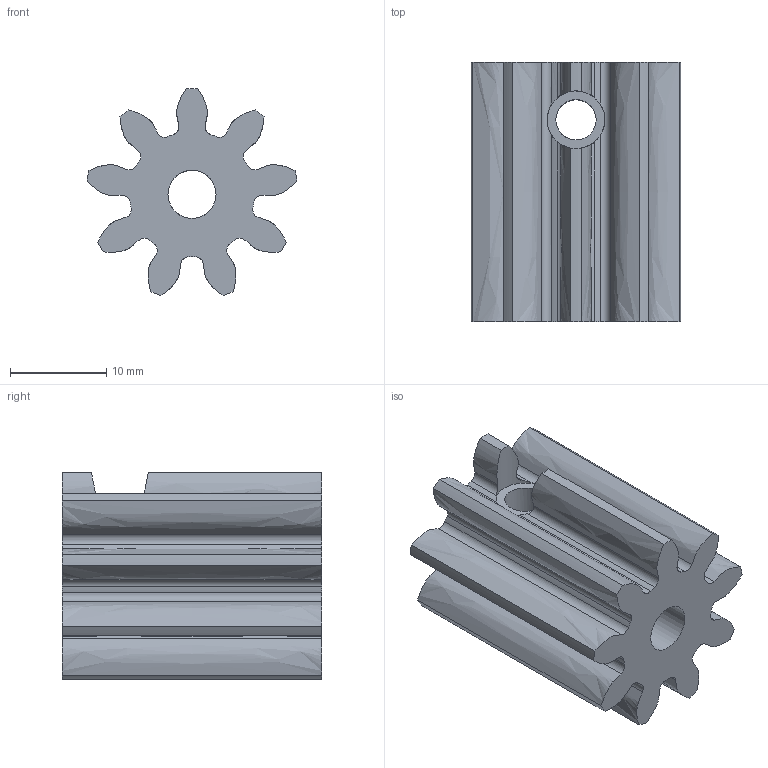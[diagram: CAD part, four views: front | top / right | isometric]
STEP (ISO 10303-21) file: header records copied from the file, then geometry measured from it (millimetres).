
FILE_DESCRIPTION(/* description */ ('STEP AP242','CAx-IF Rec.Pracs.---Representation and Presentation of Product Manufacturing Information (PMI)---4.0---2014-10-13','CAx-IF Rec.Pracs.---3D Tessellated Geometry---0.4---2014-09-14','2;1'),/* implementation_level */ '2;1');
FILE_NAME(/* name */ '681f77c888f8237c677e7fb9',/* time_stamp */ '2025-05-10T15:59:05Z',/* author */ (''),/* organization */ (''),/* preprocessor_version */ 'ST-DEVELOPER v20',/* originating_system */ 'ONSHAPE BY PTC INC, 1.197',/* authorisation */ ' ');
FILE_SCHEMA (('AP242_MANAGED_MODEL_BASED_3D_ENGINEERING_MIM_LF { 1 0 10303 442 1 1 4 }'));
Length unit declared in the file: metre
Products named in the file (1): Spur gear (9 teeth)
Bounding box: 21.83 x 27 x 21.52 mm (x, y, z)
Volume: 5772.9 mm3; surface area: 3938.9 mm2
Topology: 1 solids, 1 shells, 73 faces, 217 edges, 145 vertices
Faces by surface type: cylinder 49, bspline 20, plane 4
Full cylindrical faces by diameter (mm): 4.2 x2, 5 x1, 6 x2
Entity records: 4540 total; most frequent: CARTESIAN_POINT 2708, ORIENTED_EDGE 412, DIRECTION 330, EDGE_CURVE 206, VERTEX_POINT 140, AXIS2_PLACEMENT_3D 132, EDGE_LOOP 84, FACE_BOUND 84
